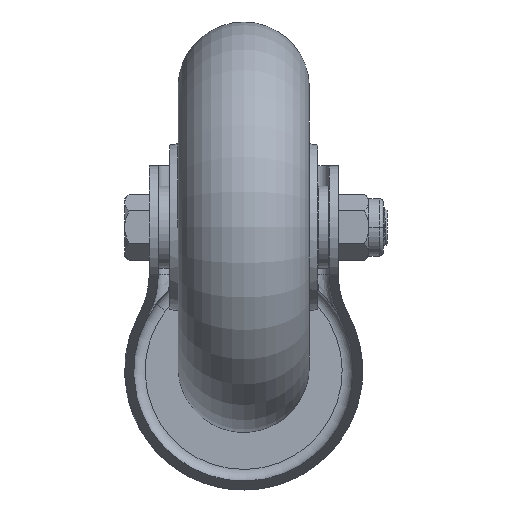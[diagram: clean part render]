
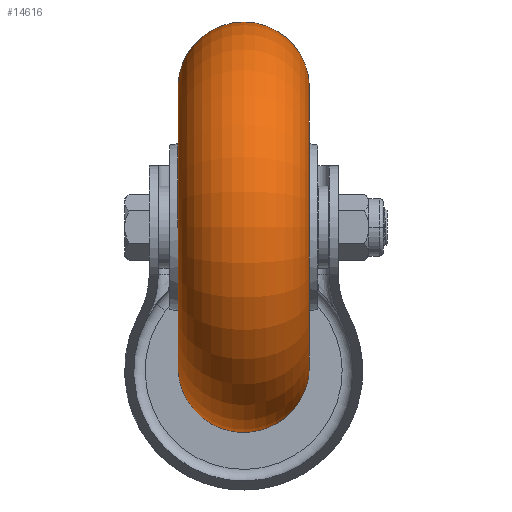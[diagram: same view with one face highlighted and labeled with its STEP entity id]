
A CAD part, front view. The second image highlights one B-rep face of the part: STEP entity #14616.
In plain terms, the highlighted toroidal (fillet/blend) face has major radius 34 mm and minor radius 16 mm.
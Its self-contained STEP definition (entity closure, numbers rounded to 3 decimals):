
#6391=CARTESIAN_POINT('',(15.994,0.,0.));
#6392=DIRECTION('',(-1.,0.,0.));
#6393=DIRECTION('',(0.,0.,-1.));
#6394=AXIS2_PLACEMENT_3D('',#6391,#6392,#6393);
#6396=CARTESIAN_POINT('',(-15.994,0.,0.));
#6397=DIRECTION('',(-1.,0.,0.));
#6398=DIRECTION('',(0.,0.,-1.));
#6399=AXIS2_PLACEMENT_3D('',#6396,#6397,#6398);
#6401=CARTESIAN_POINT('',(-15.994,0.,0.));
#6402=DIRECTION('',(-1.,0.,0.));
#6403=DIRECTION('',(0.,-1.,0.));
#6404=AXIS2_PLACEMENT_3D('',#6401,#6402,#6403);
#6406=CARTESIAN_POINT('',(15.994,0.,0.));
#6407=DIRECTION('',(-1.,0.,0.));
#6408=DIRECTION('',(0.,-1.,0.));
#6409=AXIS2_PLACEMENT_3D('',#6406,#6407,#6408);
#6431=CARTESIAN_POINT('',(0.,0.,34.));
#6432=DIRECTION('',(0.,-1.,0.));
#6433=DIRECTION('',(1.,0.,0.028));
#6434=AXIS2_PLACEMENT_3D('',#6431,#6432,#6433);
#6446=CARTESIAN_POINT('',(0.,0.,-34.));
#6447=DIRECTION('',(0.,1.,0.));
#6448=DIRECTION('',(1.,0.,-0.028));
#6449=AXIS2_PLACEMENT_3D('',#6446,#6447,#6448);
#6581=CARTESIAN_POINT('',(15.994,0.,-34.447));
#6582=CARTESIAN_POINT('',(15.994,-34.447,0.));
#6583=VERTEX_POINT('',#6581);
#6584=VERTEX_POINT('',#6582);
#6585=CARTESIAN_POINT('',(-15.994,0.,-34.447));
#6586=CARTESIAN_POINT('',(-15.994,-34.447,0.));
#6587=VERTEX_POINT('',#6585);
#6588=VERTEX_POINT('',#6586);
#6589=CARTESIAN_POINT('',(15.994,0.,34.447));
#6590=VERTEX_POINT('',#6589);
#6591=CARTESIAN_POINT('',(-15.994,0.,34.447));
#6592=VERTEX_POINT('',#6591);
#14598=CARTESIAN_POINT('',(0.,0.,0.));
#14599=DIRECTION('',(-1.,0.,0.));
#14600=DIRECTION('',(0.,0.,-1.));
#14601=AXIS2_PLACEMENT_3D('',#14598,#14599,#14600);
#14602=TOROIDAL_SURFACE('',#14601,34.,16.);
#14604=ORIENTED_EDGE('',*,*,#14603,.F.);
#14606=ORIENTED_EDGE('',*,*,#14605,.T.);
#14608=ORIENTED_EDGE('',*,*,#14607,.T.);
#14609=ORIENTED_EDGE('',*,*,#14586,.T.);
#14611=ORIENTED_EDGE('',*,*,#14610,.F.);
#14613=ORIENTED_EDGE('',*,*,#14612,.F.);
#14614=EDGE_LOOP('',(#14604,#14606,#14608,#14609,#14611,#14613));
#14615=FACE_OUTER_BOUND('',#14614,.F.);
#14616=ADVANCED_FACE('',(#14615),#14602,.T.);
#6395=CIRCLE('',#6394,34.447);
#6400=CIRCLE('',#6399,34.447);
#6405=CIRCLE('',#6404,34.447);
#6410=CIRCLE('',#6409,34.447);
#6435=CIRCLE('',#6434,16.);
#6450=CIRCLE('',#6449,16.);
#14586=EDGE_CURVE('',#6588,#6592,#6405,.T.);
#14603=EDGE_CURVE('',#6583,#6584,#6395,.T.);
#14605=EDGE_CURVE('',#6583,#6587,#6450,.T.);
#14607=EDGE_CURVE('',#6587,#6588,#6400,.T.);
#14610=EDGE_CURVE('',#6590,#6592,#6435,.T.);
#14612=EDGE_CURVE('',#6584,#6590,#6410,.T.);
